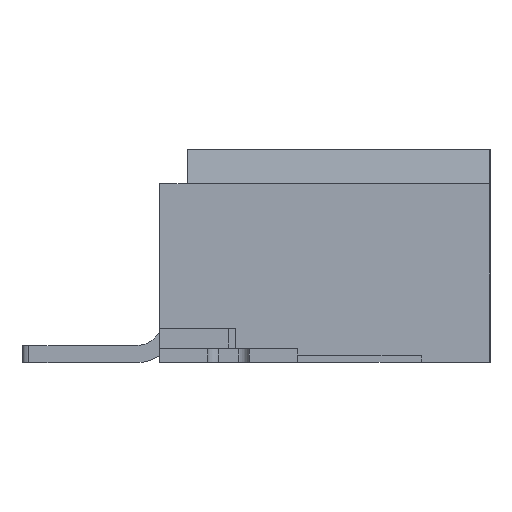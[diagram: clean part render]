
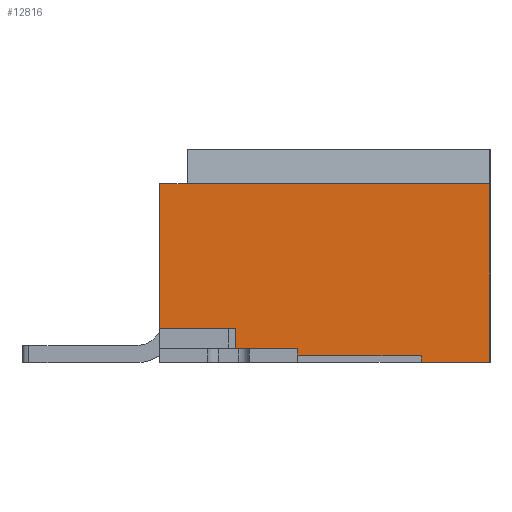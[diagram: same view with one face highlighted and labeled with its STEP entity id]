
A CAD part, left-side view. The second image highlights one B-rep face of the part: STEP entity #12816.
In plain terms, the highlighted planar face has unit normal (-1, 0, 0).
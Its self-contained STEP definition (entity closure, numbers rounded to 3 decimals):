
#1650=ORIENTED_EDGE('',*,*,#5087,.F.);
#1651=ORIENTED_EDGE('',*,*,#5088,.T.);
#1652=ORIENTED_EDGE('',*,*,#5089,.T.);
#1653=ORIENTED_EDGE('',*,*,#5090,.T.);
#1654=ORIENTED_EDGE('',*,*,#5091,.F.);
#1655=ORIENTED_EDGE('',*,*,#5092,.F.);
#1656=ORIENTED_EDGE('',*,*,#5093,.T.);
#1657=ORIENTED_EDGE('',*,*,#5094,.T.);
#1658=ORIENTED_EDGE('',*,*,#5095,.T.);
#5087=EDGE_CURVE('',#6764,#6765,#8180,.T.);
#5088=EDGE_CURVE('',#6764,#6766,#8181,.T.);
#5089=EDGE_CURVE('',#6766,#6767,#8182,.T.);
#5090=EDGE_CURVE('',#6767,#6768,#8183,.T.);
#5091=EDGE_CURVE('',#6769,#6768,#8184,.T.);
#5092=EDGE_CURVE('',#6770,#6769,#8185,.T.);
#5093=EDGE_CURVE('',#6770,#6157,#8186,.T.);
#5094=EDGE_CURVE('',#6157,#6771,#8187,.T.);
#5095=EDGE_CURVE('',#6771,#6765,#8188,.T.);
#6157=VERTEX_POINT('',#17785);
#6764=VERTEX_POINT('',#19384);
#6765=VERTEX_POINT('',#19385);
#6766=VERTEX_POINT('',#19387);
#6767=VERTEX_POINT('',#19389);
#6768=VERTEX_POINT('',#19391);
#6769=VERTEX_POINT('',#19393);
#6770=VERTEX_POINT('',#19395);
#6771=VERTEX_POINT('',#19398);
#8180=LINE('',#19383,#9978);
#8181=LINE('',#19386,#9979);
#8182=LINE('',#19388,#9980);
#8183=LINE('',#19390,#9981);
#8184=LINE('',#19392,#9982);
#8185=LINE('',#19394,#9983);
#8186=LINE('',#19396,#9984);
#8187=LINE('',#19397,#9985);
#8188=LINE('',#19399,#9986);
#9978=VECTOR('',#15485,1000.);
#9979=VECTOR('',#15486,1000.);
#9980=VECTOR('',#15487,1000.);
#9981=VECTOR('',#15488,1000.);
#9982=VECTOR('',#15489,1000.);
#9983=VECTOR('',#15490,1000.);
#9984=VECTOR('',#15491,1000.);
#9985=VECTOR('',#15492,1000.);
#9986=VECTOR('',#15493,1000.);
#10967=EDGE_LOOP('',(#1650,#1651,#1652,#1653,#1654,#1655,#1656,#1657,#1658));
#11600=FACE_BOUND('',#10967,.T.);
#12212=PLANE('',#13541);
#12816=ADVANCED_FACE('',(#11600),#12212,.F.);
#13541=AXIS2_PLACEMENT_3D('',#19382,#15483,#15484);
#15483=DIRECTION('',(1.,0.,0.));
#15484=DIRECTION('',(0.,0.,-1.));
#15485=DIRECTION('',(0.,1.,0.));
#15486=DIRECTION('',(0.,0.,-1.));
#15487=DIRECTION('',(0.,-1.,0.));
#15488=DIRECTION('',(0.,0.,-1.));
#15489=DIRECTION('',(0.,1.,0.));
#15490=DIRECTION('',(0.,0.,-1.));
#15491=DIRECTION('',(0.,1.,0.));
#15492=DIRECTION('',(0.,1.,0.));
#15493=DIRECTION('',(0.,0.,-1.));
#17785=CARTESIAN_POINT('',(-11.9,2.,1.05));
#19382=CARTESIAN_POINT('',(-11.9,-2.4,1.05));
#19383=CARTESIAN_POINT('',(-11.9,1.3,-1.05));
#19384=CARTESIAN_POINT('',(-11.9,1.3,-1.05));
#19385=CARTESIAN_POINT('',(-11.9,2.4,-1.05));
#19386=CARTESIAN_POINT('',(-11.9,1.3,-1.05));
#19387=CARTESIAN_POINT('',(-11.9,1.3,-1.45));
#19388=CARTESIAN_POINT('',(-11.9,2.4,-1.45));
#19389=CARTESIAN_POINT('',(-11.9,-1.4,-1.45));
#19390=CARTESIAN_POINT('',(-11.9,-1.4,-1.45));
#19391=CARTESIAN_POINT('',(-11.9,-1.4,-1.55));
#19392=CARTESIAN_POINT('',(-11.9,-2.4,-1.55));
#19393=CARTESIAN_POINT('',(-11.9,-2.4,-1.55));
#19394=CARTESIAN_POINT('',(-11.9,-2.4,1.05));
#19395=CARTESIAN_POINT('',(-11.9,-2.4,1.05));
#19396=CARTESIAN_POINT('',(-11.9,-2.4,1.05));
#19397=CARTESIAN_POINT('',(-11.9,2.,1.05));
#19398=CARTESIAN_POINT('',(-11.9,2.4,1.05));
#19399=CARTESIAN_POINT('',(-11.9,2.4,1.05));
